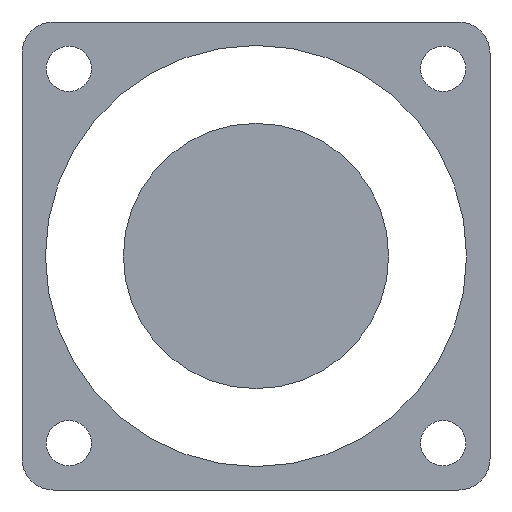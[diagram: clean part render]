
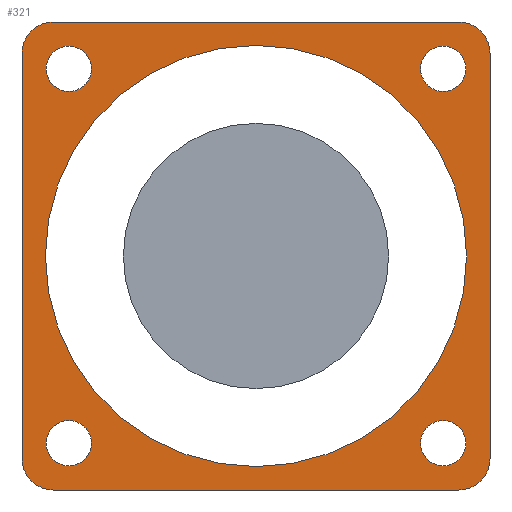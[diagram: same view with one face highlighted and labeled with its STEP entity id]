
A CAD part, front view. The second image highlights one B-rep face of the part: STEP entity #321.
In plain terms, the highlighted planar face has unit normal (0, -1, 0).
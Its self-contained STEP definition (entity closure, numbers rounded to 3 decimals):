
#20=FACE_BOUND('',#71,.T.);
#21=FACE_BOUND('',#72,.T.);
#22=FACE_BOUND('',#73,.T.);
#23=FACE_BOUND('',#74,.T.);
#24=FACE_BOUND('',#75,.T.);
#34=PLANE('',#375);
#47=FACE_OUTER_BOUND('',#70,.T.);
#70=EDGE_LOOP('',(#266,#267,#268,#269,#270,#271,#272,#273));
#71=EDGE_LOOP('',(#274));
#72=EDGE_LOOP('',(#275));
#73=EDGE_LOOP('',(#276));
#74=EDGE_LOOP('',(#277));
#75=EDGE_LOOP('',(#278));
#86=LINE('',#509,#108);
#92=LINE('',#539,#114);
#95=LINE('',#547,#117);
#97=LINE('',#553,#119);
#108=VECTOR('',#411,10.);
#114=VECTOR('',#441,10.);
#117=VECTOR('',#450,10.);
#119=VECTOR('',#458,10.);
#128=CIRCLE('',#355,2.);
#137=CIRCLE('',#367,2.);
#138=CIRCLE('',#370,2.);
#139=CIRCLE('',#373,2.);
#140=CIRCLE('',#376,1.45);
#141=CIRCLE('',#377,1.45);
#142=CIRCLE('',#378,1.45);
#143=CIRCLE('',#379,1.45);
#144=CIRCLE('',#380,13.5);
#149=VERTEX_POINT('',#499);
#150=VERTEX_POINT('',#501);
#152=VERTEX_POINT('',#507);
#163=VERTEX_POINT('',#533);
#164=VERTEX_POINT('',#537);
#165=VERTEX_POINT('',#541);
#166=VERTEX_POINT('',#543);
#167=VERTEX_POINT('',#549);
#168=VERTEX_POINT('',#555);
#169=VERTEX_POINT('',#557);
#170=VERTEX_POINT('',#559);
#171=VERTEX_POINT('',#561);
#172=VERTEX_POINT('',#563);
#178=EDGE_CURVE('',#149,#150,#128,.T.);
#182=EDGE_CURVE('',#149,#152,#86,.T.);
#195=EDGE_CURVE('',#163,#152,#137,.T.);
#197=EDGE_CURVE('',#163,#164,#92,.T.);
#199=EDGE_CURVE('',#165,#166,#138,.T.);
#201=EDGE_CURVE('',#165,#150,#95,.T.);
#203=EDGE_CURVE('',#167,#164,#139,.T.);
#204=EDGE_CURVE('',#167,#166,#97,.T.);
#205=EDGE_CURVE('',#168,#168,#140,.T.);
#206=EDGE_CURVE('',#169,#169,#141,.T.);
#207=EDGE_CURVE('',#170,#170,#142,.T.);
#208=EDGE_CURVE('',#171,#171,#143,.T.);
#209=EDGE_CURVE('',#172,#172,#144,.T.);
#266=ORIENTED_EDGE('',*,*,#178,.F.);
#267=ORIENTED_EDGE('',*,*,#182,.T.);
#268=ORIENTED_EDGE('',*,*,#195,.F.);
#269=ORIENTED_EDGE('',*,*,#197,.T.);
#270=ORIENTED_EDGE('',*,*,#203,.F.);
#271=ORIENTED_EDGE('',*,*,#204,.T.);
#272=ORIENTED_EDGE('',*,*,#199,.F.);
#273=ORIENTED_EDGE('',*,*,#201,.T.);
#274=ORIENTED_EDGE('',*,*,#205,.T.);
#275=ORIENTED_EDGE('',*,*,#206,.T.);
#276=ORIENTED_EDGE('',*,*,#207,.T.);
#277=ORIENTED_EDGE('',*,*,#208,.T.);
#278=ORIENTED_EDGE('',*,*,#209,.T.);
#321=ADVANCED_FACE('',(#47,#20,#21,#22,#23,#24),#34,.F.);
#355=AXIS2_PLACEMENT_3D('',#502,#404,#405);
#367=AXIS2_PLACEMENT_3D('',#535,#436,#437);
#370=AXIS2_PLACEMENT_3D('',#544,#445,#446);
#373=AXIS2_PLACEMENT_3D('',#551,#454,#455);
#375=AXIS2_PLACEMENT_3D('',#554,#459,#460);
#376=AXIS2_PLACEMENT_3D('',#556,#461,#462);
#377=AXIS2_PLACEMENT_3D('',#558,#463,#464);
#378=AXIS2_PLACEMENT_3D('',#560,#465,#466);
#379=AXIS2_PLACEMENT_3D('',#562,#467,#468);
#380=AXIS2_PLACEMENT_3D('',#564,#469,#470);
#404=DIRECTION('center_axis',(0.,1.,0.));
#405=DIRECTION('ref_axis',(-0.707,0.,-0.707));
#411=DIRECTION('',(1.,0.,0.));
#436=DIRECTION('center_axis',(0.,1.,0.));
#437=DIRECTION('ref_axis',(0.707,0.,-0.707));
#441=DIRECTION('',(0.,0.,1.));
#445=DIRECTION('center_axis',(0.,1.,0.));
#446=DIRECTION('ref_axis',(-0.707,0.,0.707));
#450=DIRECTION('',(0.,0.,-1.));
#454=DIRECTION('center_axis',(0.,1.,0.));
#455=DIRECTION('ref_axis',(0.707,0.,0.707));
#458=DIRECTION('',(-1.,0.,0.));
#459=DIRECTION('center_axis',(0.,1.,0.));
#460=DIRECTION('ref_axis',(0.,0.,1.));
#461=DIRECTION('center_axis',(0.,1.,0.));
#462=DIRECTION('ref_axis',(-1.,0.,0.));
#463=DIRECTION('center_axis',(0.,1.,0.));
#464=DIRECTION('ref_axis',(-1.,0.,0.));
#465=DIRECTION('center_axis',(0.,1.,0.));
#466=DIRECTION('ref_axis',(-1.,0.,0.));
#467=DIRECTION('center_axis',(0.,1.,0.));
#468=DIRECTION('ref_axis',(-1.,0.,0.));
#469=DIRECTION('center_axis',(0.,1.,0.));
#470=DIRECTION('ref_axis',(-1.,0.,0.));
#499=CARTESIAN_POINT('',(-13.,0.,-15.));
#501=CARTESIAN_POINT('',(-15.,0.,-13.));
#502=CARTESIAN_POINT('Origin',(-13.,0.,-13.));
#507=CARTESIAN_POINT('',(13.,0.,-15.));
#509=CARTESIAN_POINT('',(-15.,0.,-15.));
#533=CARTESIAN_POINT('',(15.,0.,-13.));
#535=CARTESIAN_POINT('Origin',(13.,0.,-13.));
#537=CARTESIAN_POINT('',(15.,0.,13.));
#539=CARTESIAN_POINT('',(15.,0.,-15.));
#541=CARTESIAN_POINT('',(-15.,0.,13.));
#543=CARTESIAN_POINT('',(-13.,0.,15.));
#544=CARTESIAN_POINT('Origin',(-13.,0.,13.));
#547=CARTESIAN_POINT('',(-15.,0.,15.));
#549=CARTESIAN_POINT('',(13.,0.,15.));
#551=CARTESIAN_POINT('Origin',(13.,0.,13.));
#553=CARTESIAN_POINT('',(15.,0.,15.));
#554=CARTESIAN_POINT('Origin',(0.,0.,0.));
#555=CARTESIAN_POINT('',(-10.55,0.,12.));
#556=CARTESIAN_POINT('Origin',(-12.,0.,12.));
#557=CARTESIAN_POINT('',(13.45,0.,-12.));
#558=CARTESIAN_POINT('Origin',(12.,0.,-12.));
#559=CARTESIAN_POINT('',(13.45,0.,12.));
#560=CARTESIAN_POINT('Origin',(12.,0.,12.));
#561=CARTESIAN_POINT('',(-10.55,0.,-12.));
#562=CARTESIAN_POINT('Origin',(-12.,0.,-12.));
#563=CARTESIAN_POINT('',(13.5,0.,0.));
#564=CARTESIAN_POINT('Origin',(0.,0.,0.));
